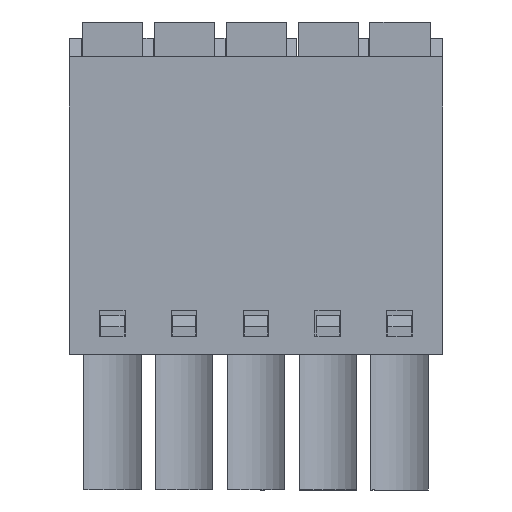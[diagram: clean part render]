
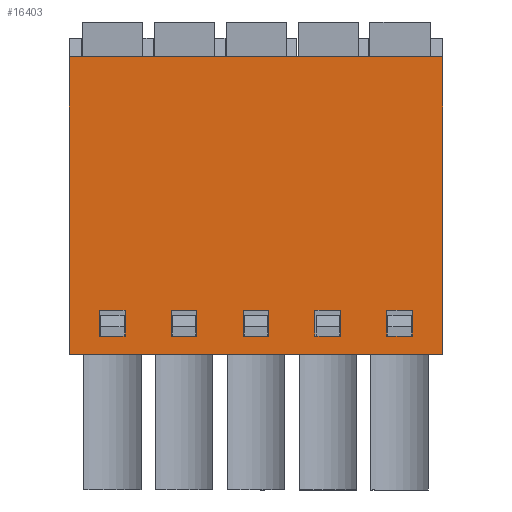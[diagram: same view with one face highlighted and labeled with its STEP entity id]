
A CAD part, front view. The second image highlights one B-rep face of the part: STEP entity #16403.
In plain terms, the highlighted planar face has unit normal (0, -1, 0).
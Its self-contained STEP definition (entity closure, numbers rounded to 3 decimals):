
#1719=ORIENTED_EDGE('',*,*,#5750,.F.);
#1720=ORIENTED_EDGE('',*,*,#6319,.F.);
#1721=ORIENTED_EDGE('',*,*,#6320,.F.);
#1722=ORIENTED_EDGE('',*,*,#6321,.F.);
#1723=ORIENTED_EDGE('',*,*,#5938,.F.);
#1724=ORIENTED_EDGE('',*,*,#6322,.F.);
#1725=ORIENTED_EDGE('',*,*,#6323,.F.);
#1726=ORIENTED_EDGE('',*,*,#6324,.F.);
#1727=ORIENTED_EDGE('',*,*,#6062,.F.);
#1728=ORIENTED_EDGE('',*,*,#6325,.F.);
#1729=ORIENTED_EDGE('',*,*,#6326,.F.);
#1730=ORIENTED_EDGE('',*,*,#6327,.F.);
#1731=ORIENTED_EDGE('',*,*,#6186,.F.);
#1732=ORIENTED_EDGE('',*,*,#6328,.F.);
#1733=ORIENTED_EDGE('',*,*,#6329,.F.);
#1734=ORIENTED_EDGE('',*,*,#6330,.F.);
#1735=ORIENTED_EDGE('',*,*,#6310,.F.);
#1736=ORIENTED_EDGE('',*,*,#6331,.F.);
#1737=ORIENTED_EDGE('',*,*,#6332,.F.);
#1738=ORIENTED_EDGE('',*,*,#6333,.F.);
#1739=ORIENTED_EDGE('',*,*,#6334,.T.);
#1740=ORIENTED_EDGE('',*,*,#5705,.F.);
#1741=ORIENTED_EDGE('',*,*,#6335,.F.);
#1742=ORIENTED_EDGE('',*,*,#5539,.T.);
#5539=EDGE_CURVE('',#7954,#7953,#9579,.T.);
#5705=EDGE_CURVE('',#8098,#8099,#9738,.T.);
#5750=EDGE_CURVE('',#8135,#8136,#9783,.T.);
#5938=EDGE_CURVE('',#8279,#8280,#9951,.T.);
#6062=EDGE_CURVE('',#8364,#8365,#10054,.T.);
#6186=EDGE_CURVE('',#8449,#8450,#10157,.T.);
#6310=EDGE_CURVE('',#8534,#8535,#10260,.T.);
#6319=EDGE_CURVE('',#8540,#8135,#10267,.T.);
#6320=EDGE_CURVE('',#8541,#8540,#10268,.T.);
#6321=EDGE_CURVE('',#8136,#8541,#10269,.T.);
#6322=EDGE_CURVE('',#8542,#8279,#10270,.T.);
#6323=EDGE_CURVE('',#8543,#8542,#10271,.T.);
#6324=EDGE_CURVE('',#8280,#8543,#10272,.T.);
#6325=EDGE_CURVE('',#8544,#8364,#10273,.T.);
#6326=EDGE_CURVE('',#8545,#8544,#10274,.T.);
#6327=EDGE_CURVE('',#8365,#8545,#10275,.T.);
#6328=EDGE_CURVE('',#8546,#8449,#10276,.T.);
#6329=EDGE_CURVE('',#8547,#8546,#10277,.T.);
#6330=EDGE_CURVE('',#8450,#8547,#10278,.T.);
#6331=EDGE_CURVE('',#8548,#8534,#10279,.T.);
#6332=EDGE_CURVE('',#8549,#8548,#10280,.T.);
#6333=EDGE_CURVE('',#8535,#8549,#10281,.T.);
#6334=EDGE_CURVE('',#7953,#8099,#10282,.T.);
#6335=EDGE_CURVE('',#7954,#8098,#10283,.T.);
#7953=VERTEX_POINT('',#22938);
#7954=VERTEX_POINT('',#22940);
#8098=VERTEX_POINT('',#23263);
#8099=VERTEX_POINT('',#23265);
#8135=VERTEX_POINT('',#23347);
#8136=VERTEX_POINT('',#23349);
#8279=VERTEX_POINT('',#23762);
#8280=VERTEX_POINT('',#23764);
#8364=VERTEX_POINT('',#24053);
#8365=VERTEX_POINT('',#24055);
#8449=VERTEX_POINT('',#24344);
#8450=VERTEX_POINT('',#24346);
#8534=VERTEX_POINT('',#24635);
#8535=VERTEX_POINT('',#24637);
#8540=VERTEX_POINT('',#24654);
#8541=VERTEX_POINT('',#24656);
#8542=VERTEX_POINT('',#24659);
#8543=VERTEX_POINT('',#24661);
#8544=VERTEX_POINT('',#24664);
#8545=VERTEX_POINT('',#24666);
#8546=VERTEX_POINT('',#24669);
#8547=VERTEX_POINT('',#24671);
#8548=VERTEX_POINT('',#24674);
#8549=VERTEX_POINT('',#24676);
#9579=LINE('',#22939,#11700);
#9738=LINE('',#23264,#11859);
#9783=LINE('',#23348,#11904);
#9951=LINE('',#23763,#12072);
#10054=LINE('',#24054,#12175);
#10157=LINE('',#24345,#12278);
#10260=LINE('',#24636,#12381);
#10267=LINE('',#24653,#12388);
#10268=LINE('',#24655,#12389);
#10269=LINE('',#24657,#12390);
#10270=LINE('',#24658,#12391);
#10271=LINE('',#24660,#12392);
#10272=LINE('',#24662,#12393);
#10273=LINE('',#24663,#12394);
#10274=LINE('',#24665,#12395);
#10275=LINE('',#24667,#12396);
#10276=LINE('',#24668,#12397);
#10277=LINE('',#24670,#12398);
#10278=LINE('',#24672,#12399);
#10279=LINE('',#24673,#12400);
#10280=LINE('',#24675,#12401);
#10281=LINE('',#24677,#12402);
#10282=LINE('',#24678,#12403);
#10283=LINE('',#24679,#12404);
#11700=VECTOR('',#18430,1000.);
#11859=VECTOR('',#18631,1000.);
#11904=VECTOR('',#18680,1000.);
#12072=VECTOR('',#18956,1000.);
#12175=VECTOR('',#19167,1000.);
#12278=VECTOR('',#19378,1000.);
#12381=VECTOR('',#19589,1000.);
#12388=VECTOR('',#19606,1000.);
#12389=VECTOR('',#19607,1000.);
#12390=VECTOR('',#19608,1000.);
#12391=VECTOR('',#19609,1000.);
#12392=VECTOR('',#19610,1000.);
#12393=VECTOR('',#19611,1000.);
#12394=VECTOR('',#19612,1000.);
#12395=VECTOR('',#19613,1000.);
#12396=VECTOR('',#19614,1000.);
#12397=VECTOR('',#19615,1000.);
#12398=VECTOR('',#19616,1000.);
#12399=VECTOR('',#19617,1000.);
#12400=VECTOR('',#19618,1000.);
#12401=VECTOR('',#19619,1000.);
#12402=VECTOR('',#19620,1000.);
#12403=VECTOR('',#19621,1000.);
#12404=VECTOR('',#19622,1000.);
#13931=EDGE_LOOP('',(#1719,#1720,#1721,#1722));
#13932=EDGE_LOOP('',(#1723,#1724,#1725,#1726));
#13933=EDGE_LOOP('',(#1727,#1728,#1729,#1730));
#13934=EDGE_LOOP('',(#1731,#1732,#1733,#1734));
#13935=EDGE_LOOP('',(#1735,#1736,#1737,#1738));
#13936=EDGE_LOOP('',(#1739,#1740,#1741,#1742));
#14824=FACE_BOUND('',#13931,.T.);
#14825=FACE_BOUND('',#13932,.T.);
#14826=FACE_BOUND('',#13933,.T.);
#14827=FACE_BOUND('',#13934,.T.);
#14828=FACE_BOUND('',#13935,.T.);
#14829=FACE_BOUND('',#13936,.T.);
#15687=PLANE('',#17384);
#16403=ADVANCED_FACE('',(#14824,#14825,#14826,#14827,#14828,#14829),#15687,
 .F.);
#17384=AXIS2_PLACEMENT_3D('',#24652,#19604,#19605);
#18430=DIRECTION('',(-1.,0.,0.));
#18631=DIRECTION('',(-1.,0.,0.));
#18680=DIRECTION('',(1.,0.,0.));
#18956=DIRECTION('',(1.,0.,0.));
#19167=DIRECTION('',(1.,0.,0.));
#19378=DIRECTION('',(1.,0.,0.));
#19589=DIRECTION('',(1.,0.,0.));
#19604=DIRECTION('',(0.,1.,0.));
#19605=DIRECTION('',(0.,0.,1.));
#19606=DIRECTION('',(0.,0.,-1.));
#19607=DIRECTION('',(-1.,0.,0.));
#19608=DIRECTION('',(0.,0.,1.));
#19609=DIRECTION('',(0.,0.,-1.));
#19610=DIRECTION('',(-1.,0.,0.));
#19611=DIRECTION('',(0.,0.,1.));
#19612=DIRECTION('',(0.,0.,-1.));
#19613=DIRECTION('',(-1.,0.,0.));
#19614=DIRECTION('',(0.,0.,1.));
#19615=DIRECTION('',(0.,0.,-1.));
#19616=DIRECTION('',(-1.,0.,0.));
#19617=DIRECTION('',(0.,0.,1.));
#19618=DIRECTION('',(0.,0.,-1.));
#19619=DIRECTION('',(-1.,0.,0.));
#19620=DIRECTION('',(0.,0.,1.));
#19621=DIRECTION('',(0.,0.,-1.));
#19622=DIRECTION('',(0.,0.,-1.));
#22938=CARTESIAN_POINT('',(-9.1,-3.9,7.25));
#22939=CARTESIAN_POINT('',(9.1,-3.9,7.25));
#22940=CARTESIAN_POINT('',(9.1,-3.9,7.25));
#23263=CARTESIAN_POINT('',(9.1,-3.9,-7.25));
#23264=CARTESIAN_POINT('',(9.1,-3.9,-7.25));
#23265=CARTESIAN_POINT('',(-9.1,-3.9,-7.25));
#23347=CARTESIAN_POINT('',(-7.63,-3.9,-6.35));
#23348=CARTESIAN_POINT('',(-7.63,-3.9,-6.35));
#23349=CARTESIAN_POINT('',(-6.38,-3.9,-6.35));
#23762=CARTESIAN_POINT('',(-4.13,-3.9,-6.35));
#23763=CARTESIAN_POINT('',(-4.13,-3.9,-6.35));
#23764=CARTESIAN_POINT('',(-2.88,-3.9,-6.35));
#24053=CARTESIAN_POINT('',(-0.63,-3.9,-6.35));
#24054=CARTESIAN_POINT('',(-0.63,-3.9,-6.35));
#24055=CARTESIAN_POINT('',(0.62,-3.9,-6.35));
#24344=CARTESIAN_POINT('',(2.87,-3.9,-6.35));
#24345=CARTESIAN_POINT('',(2.87,-3.9,-6.35));
#24346=CARTESIAN_POINT('',(4.12,-3.9,-6.35));
#24635=CARTESIAN_POINT('',(6.37,-3.9,-6.35));
#24636=CARTESIAN_POINT('',(6.37,-3.9,-6.35));
#24637=CARTESIAN_POINT('',(7.62,-3.9,-6.35));
#24652=CARTESIAN_POINT('',(9.1,-3.9,7.25));
#24653=CARTESIAN_POINT('',(-7.63,-3.9,-5.1));
#24654=CARTESIAN_POINT('',(-7.63,-3.9,-5.1));
#24655=CARTESIAN_POINT('',(-6.38,-3.9,-5.1));
#24656=CARTESIAN_POINT('',(-6.38,-3.9,-5.1));
#24657=CARTESIAN_POINT('',(-6.38,-3.9,-6.35));
#24658=CARTESIAN_POINT('',(-4.13,-3.9,-5.1));
#24659=CARTESIAN_POINT('',(-4.13,-3.9,-5.1));
#24660=CARTESIAN_POINT('',(-2.88,-3.9,-5.1));
#24661=CARTESIAN_POINT('',(-2.88,-3.9,-5.1));
#24662=CARTESIAN_POINT('',(-2.88,-3.9,-6.35));
#24663=CARTESIAN_POINT('',(-0.63,-3.9,-5.1));
#24664=CARTESIAN_POINT('',(-0.63,-3.9,-5.1));
#24665=CARTESIAN_POINT('',(0.62,-3.9,-5.1));
#24666=CARTESIAN_POINT('',(0.62,-3.9,-5.1));
#24667=CARTESIAN_POINT('',(0.62,-3.9,-6.35));
#24668=CARTESIAN_POINT('',(2.87,-3.9,-5.1));
#24669=CARTESIAN_POINT('',(2.87,-3.9,-5.1));
#24670=CARTESIAN_POINT('',(4.12,-3.9,-5.1));
#24671=CARTESIAN_POINT('',(4.12,-3.9,-5.1));
#24672=CARTESIAN_POINT('',(4.12,-3.9,-6.35));
#24673=CARTESIAN_POINT('',(6.37,-3.9,-5.1));
#24674=CARTESIAN_POINT('',(6.37,-3.9,-5.1));
#24675=CARTESIAN_POINT('',(7.62,-3.9,-5.1));
#24676=CARTESIAN_POINT('',(7.62,-3.9,-5.1));
#24677=CARTESIAN_POINT('',(7.62,-3.9,-6.35));
#24678=CARTESIAN_POINT('',(-9.1,-3.9,7.25));
#24679=CARTESIAN_POINT('',(9.1,-3.9,7.25));
